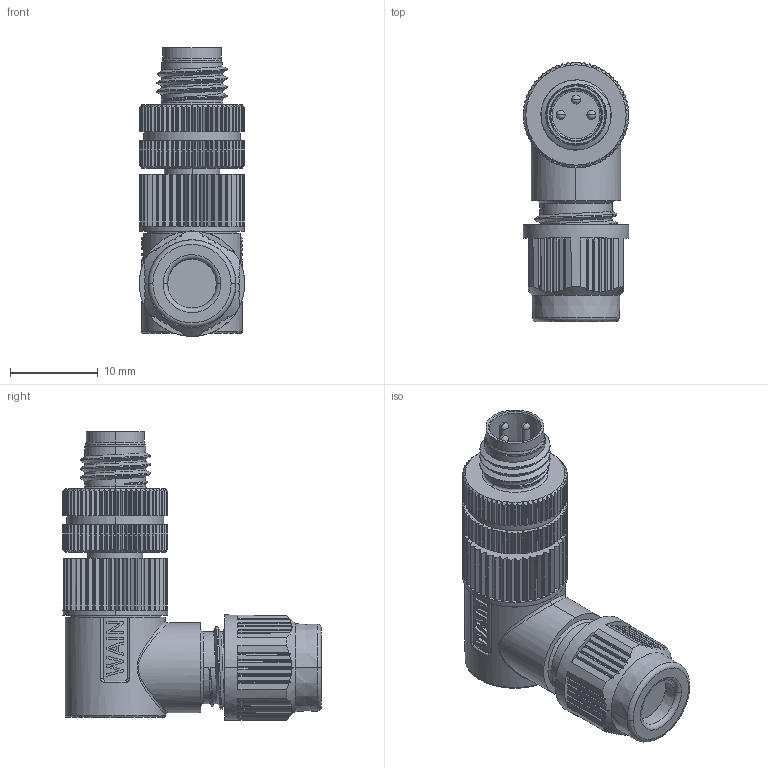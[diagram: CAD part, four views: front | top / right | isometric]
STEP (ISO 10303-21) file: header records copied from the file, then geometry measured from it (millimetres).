
FILE_DESCRIPTION((''),'2;1');
FILE_NAME('M8-MST04-S-D5','2020-12-31T',('zh.su'),(''),'PRO/ENGINEER BY PARAMETRIC TECHNOLOGY CORPORATION, 2012480','PRO/ENGINEER BY PARAMETRIC TECHNOLOGY CORPORATION, 2012480','');
FILE_SCHEMA(('CONFIG_CONTROL_DESIGN'));
Length unit declared in the file: millimetre
Products named in the file (1): M8-MST04-S-D5
Bounding box: 12 x 29.45 x 32.85 mm (x, y, z)
Volume: 4303.7 mm3; surface area: 2843 mm2
Topology: 1 solids, 2 shells, 1028 faces, 2918 edges, 1913 vertices
Faces by surface type: plane 529, cylinder 378, bspline 53, cone 50, torus 12, sphere 6
Entity records: 37999 total; most frequent: CARTESIAN_POINT 11906, ORIENTED_EDGE 5824, DIRECTION 5048, EDGE_CURVE 2912, VERTEX_POINT 1913, AXIS2_PLACEMENT_3D 1772, VECTOR 1504, LINE 1504
